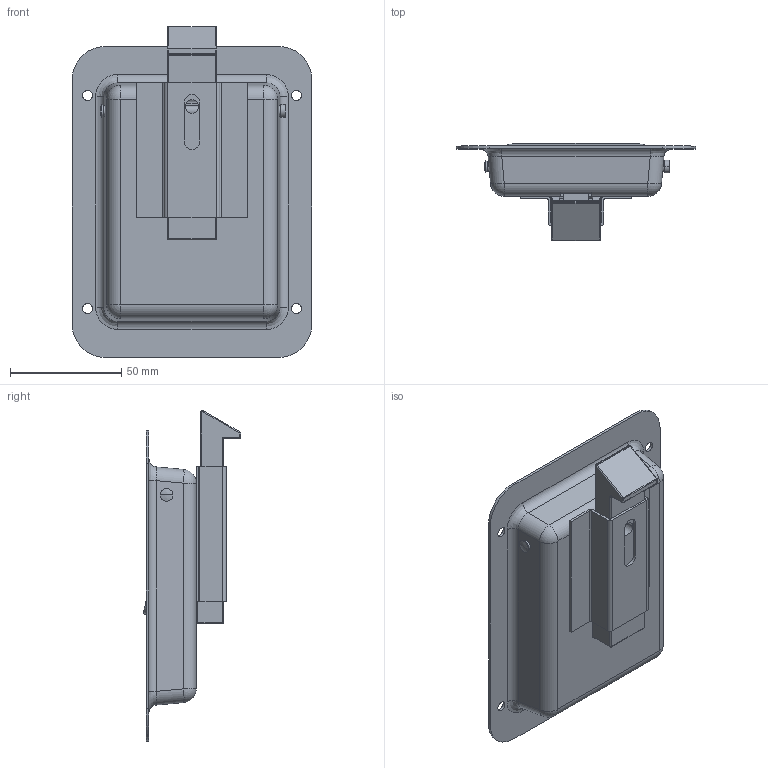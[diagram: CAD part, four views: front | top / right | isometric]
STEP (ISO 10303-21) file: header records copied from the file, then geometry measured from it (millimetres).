
FILE_DESCRIPTION (( 'STEP AP203' ), '1' );
FILE_NAME ('sone3D.STEP', '2017-10-12T02:48:47', ( '' ), ( '' ), 'SwSTEP 2.0', 'SolidWorks 2014', '' );
FILE_SCHEMA (( 'CONFIG_CONTROL_DESIGN' ));
Length unit declared in the file: millimetre
Products named in the file (6): A-1880N-1儗僶乕__A-1880N-1-2; A-1880N-1僴僂僕儞僌__A-1880N-1-2; A-1880N-1儗僶乕幉_; A-1880N-1ラッチ_; sone3D; A-1880N-1儔僢僠僈僀僪_
Assembly tree (5 placements, depth 2):
  sone3D
    A-1880N-1僴僂僕儞僌__A-1880N-1-2
    A-1880N-1ラッチ_
    A-1880N-1儔僢僠僈僀僪_
    A-1880N-1儗僶乕__A-1880N-1-2
    A-1880N-1儗僶乕幉_
Bounding box: 108 x 43.9 x 149 mm (x, y, z)
Volume: 69667 mm3; surface area: 73460.7 mm2
Topology: 5 solids, 5 shells, 220 faces, 552 edges, 321 vertices
Faces by surface type: cylinder 103, plane 79, sphere 26, bspline 8, torus 2, cone 2
Entity records: 7160 total; most frequent: CARTESIAN_POINT 1441, DIRECTION 1100, ORIENTED_EDGE 1052, EDGE_CURVE 526, AXIS2_PLACEMENT_3D 400, VERTEX_POINT 317, VECTOR 300, LINE 300
